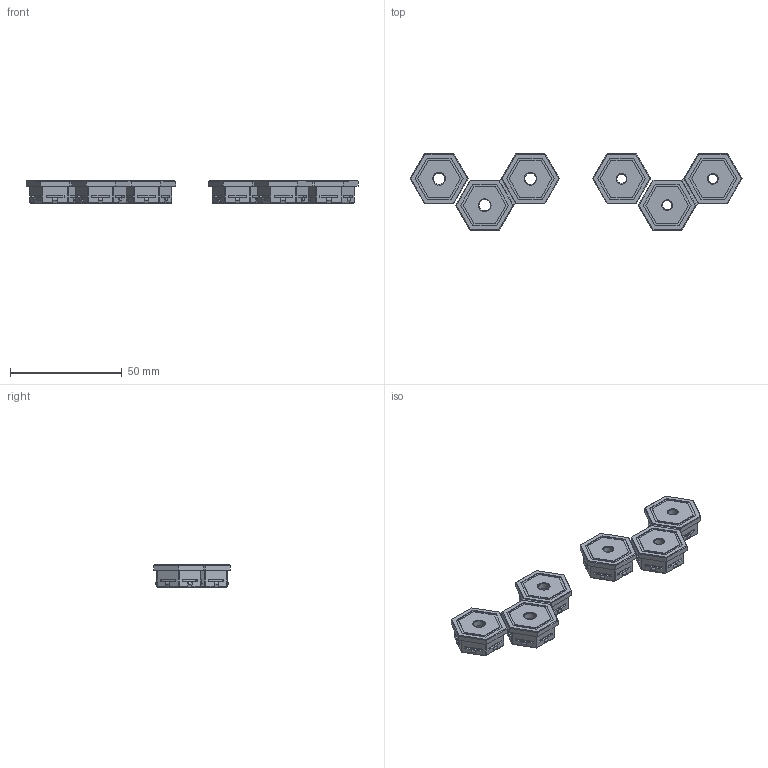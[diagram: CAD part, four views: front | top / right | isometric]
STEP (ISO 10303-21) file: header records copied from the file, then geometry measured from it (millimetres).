
FILE_DESCRIPTION(/* description */ (''),/* implementation_level */ '2;1');
FILE_NAME(/* name */ 'insert M4.step',/* time_stamp */ '2023-05-06T11:15:05+02:00',/* author */ (''),/* organization */ (''),/* preprocessor_version */ 'ST-DEVELOPER v19.2',/* originating_system */ 'Autodesk Translation Framework v12.4.0.73',/* authorisation */ '');
FILE_SCHEMA (('AUTOMOTIVE_DESIGN { 1 0 10303 214 3 1 1 }'));
Length unit declared in the file: millimetre
Products named in the file (1): insert M4
Bounding box: 148.27 x 34.3 x 10 mm (x, y, z)
Volume: 17081.7 mm3; surface area: 13129.8 mm2
Topology: 4 solids, 4 shells, 738 faces, 2086 edges, 1350 vertices
Faces by surface type: plane 690, cylinder 42, cone 6
Full cylindrical faces by diameter (mm): 4.2 x3, 5.1 x3
Entity records: 23516 total; most frequent: CARTESIAN_POINT 4175, ORIENTED_EDGE 4172, DIRECTION 3654, EDGE_CURVE 2086, LINE 1996, VECTOR 1996, VERTEX_POINT 1350, AXIS2_PLACEMENT_3D 829
